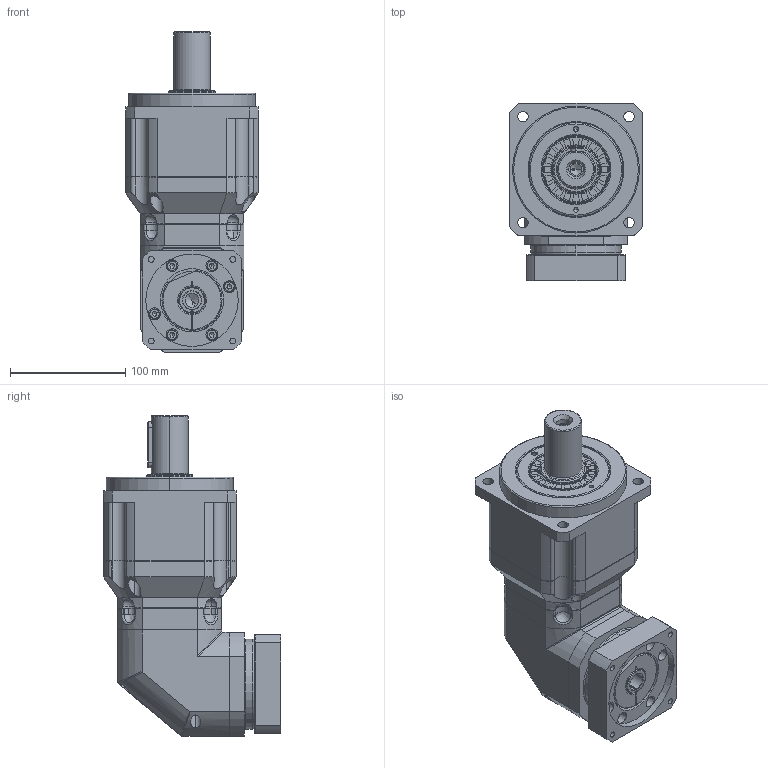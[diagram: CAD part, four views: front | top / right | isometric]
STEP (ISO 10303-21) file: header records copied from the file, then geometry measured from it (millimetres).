
FILE_DESCRIPTION (( 'STEP AP203' ), '1' );
FILE_NAME ('FABR-115D-L2-16-80-100-M6-45.STEP', '2021-05-25T08:23:46', ( 'user' ), ( '' ), 'SwSTEP 2.0', 'SolidWorks 2016', '' );
FILE_SCHEMA (( 'CONFIG_CONTROL_DESIGN' ));
Length unit declared in the file: millimetre
Products named in the file (17): 输入法兰FAB090D-80x24.5xM6; M6-14; 输入调整套19-16; 怀堤傷褲极FABR090D_1; FABR-115D-L2-16-80-100-M6-45; 一级直角箱体FABR090D-加螺栓; 输出内齿圈壳体FAB115D; 输入轴FABR090D-19; 怀堤俴陎殤FAB115D; 输入轴锁紧环 23-52-14-加螺栓; 隅弇覃淕杶FAB115D; 楊擘耜謂蹟佪M12; す瑩10X40; 输入端壳体FABR090D; 蚐猾40x58X5; M5-12樓粟菜; 一级内齿圈壳体FAB090D
Assembly tree (24 placements, depth 2):
  FABR-115D-L2-16-80-100-M6-45
    输出内齿圈壳体FAB115D
    怀堤俴陎殤FAB115D
    隅弇覃淕杶FAB115D
    す瑩10X40
    蚐猾40x58X5
    一级内齿圈壳体FAB090D
    M6-14  x4
    怀堤傷褲极FABR090D_1
    一级直角箱体FABR090D-加螺栓
    输入轴FABR090D-19
    输入轴锁紧环 23-52-14-加螺栓
    楊擘耜謂蹟佪M12
    输入端壳体FABR090D
    M5-12樓粟菜  x6
    输入法兰FAB090D-80x24.5xM6
    输入调整套19-16
Bounding box: 115 x 153.5 x 277.5 mm (x, y, z)
Volume: 1730405.6 mm3; surface area: 278929.9 mm2
Topology: 18 solids, 40 shells, 1182 faces, 2902 edges, 1837 vertices
Faces by surface type: cylinder 492, plane 404, cone 167, bspline 73, torus 36, sphere 10
Entity records: 38082 total; most frequent: CARTESIAN_POINT 13320, DIRECTION 4805, ORIENTED_EDGE 4715, EDGE_CURVE 2377, AXIS2_PLACEMENT_3D 1905, VERTEX_POINT 1530, EDGE_LOOP 1092, LINE 995
